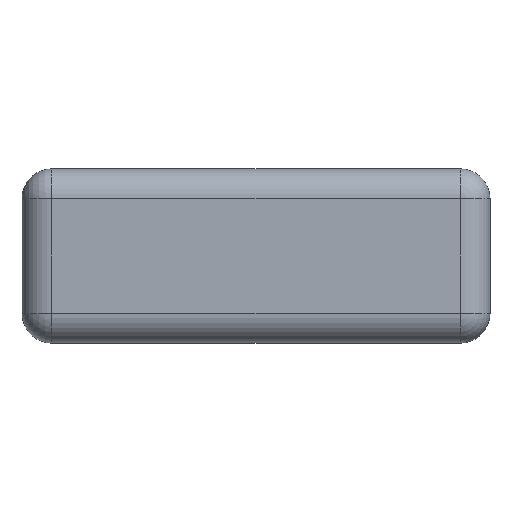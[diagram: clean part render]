
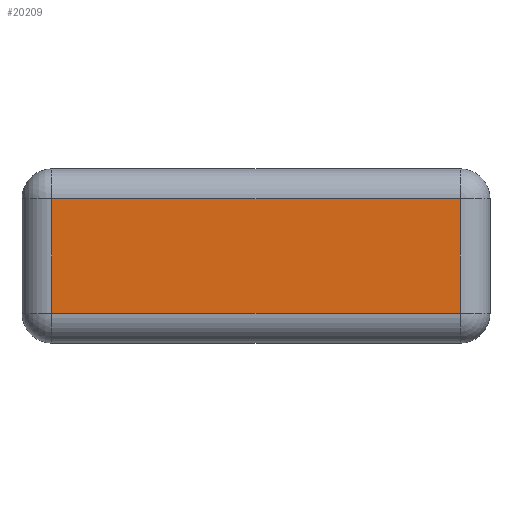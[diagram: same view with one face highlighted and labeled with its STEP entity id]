
A CAD part, front view. The second image highlights one B-rep face of the part: STEP entity #20209.
In plain terms, the highlighted planar face has unit normal (0, -1, 0).
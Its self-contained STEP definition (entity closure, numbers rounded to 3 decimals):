
#166 = EDGE_CURVE ( 'NONE', #67422, #21115, #45049, .T. ) ;
#1155 = EDGE_CURVE ( 'NONE', #21115, #22479, #54516, .T. ) ;
#3189 = DIRECTION ( 'NONE',  ( 0., 0., -1. ) ) ;
#4438 = DIRECTION ( 'NONE',  ( 0., -1., 0. ) ) ;
#6630 = VERTEX_POINT ( 'NONE', #38272 ) ;
#9105 = CARTESIAN_POINT ( 'NONE',  ( -545., -104.155, 0. ) ) ;
#13418 = VECTOR ( 'NONE', #62556, 1000. ) ;
#20209 = ADVANCED_FACE ( 'NONE', ( #56953 ), #66632, .T. ) ;
#21115 = VERTEX_POINT ( 'NONE', #70631 ) ;
#21640 = EDGE_CURVE ( 'NONE', #22479, #6630, #58624, .T. ) ;
#22479 = VERTEX_POINT ( 'NONE', #26781 ) ;
#23196 = DIRECTION ( 'NONE',  ( -1., 0., 0. ) ) ;
#24371 = CARTESIAN_POINT ( 'NONE',  ( 545., -104.155, 0. ) ) ;
#26781 = CARTESIAN_POINT ( 'NONE',  ( 545., -104.155, 152.688 ) ) ;
#28924 = ORIENTED_EDGE ( 'NONE', *, *, #35033, .T. ) ;
#31307 = CARTESIAN_POINT ( 'NONE',  ( -545., -104.155, -152.688 ) ) ;
#35033 = EDGE_CURVE ( 'NONE', #6630, #67422, #37061, .T. ) ;
#36646 = ORIENTED_EDGE ( 'NONE', *, *, #166, .T. ) ;
#37061 = LINE ( 'NONE', #9105, #66313 ) ;
#38272 = CARTESIAN_POINT ( 'NONE',  ( -545., -104.155, 152.688 ) ) ;
#41852 = ORIENTED_EDGE ( 'NONE', *, *, #1155, .T. ) ;
#45049 = LINE ( 'NONE', #52108, #13418 ) ;
#47061 = DIRECTION ( 'NONE',  ( 0., 0., 1. ) ) ;
#48962 = EDGE_LOOP ( 'NONE', ( #60804, #28924, #36646, #41852 ) ) ;
#50237 = DIRECTION ( 'NONE',  ( 0., 0., -1. ) ) ;
#52108 = CARTESIAN_POINT ( 'NONE',  ( 0., -104.155, -152.688 ) ) ;
#54516 = LINE ( 'NONE', #24371, #64626 ) ;
#56953 = FACE_OUTER_BOUND ( 'NONE', #48962, .T. ) ;
#58624 = LINE ( 'NONE', #69336, #67205 ) ;
#58693 = AXIS2_PLACEMENT_3D ( 'NONE', #61038, #4438, #50237 ) ;
#60804 = ORIENTED_EDGE ( 'NONE', *, *, #21640, .T. ) ;
#61038 = CARTESIAN_POINT ( 'NONE',  ( 0., -104.155, 0. ) ) ;
#62556 = DIRECTION ( 'NONE',  ( 1., 0., 0. ) ) ;
#64626 = VECTOR ( 'NONE', #47061, 1000. ) ;
#66313 = VECTOR ( 'NONE', #3189, 1000. ) ;
#66632 = PLANE ( 'NONE',  #58693 ) ;
#67205 = VECTOR ( 'NONE', #23196, 1000. ) ;
#67422 = VERTEX_POINT ( 'NONE', #31307 ) ;
#69336 = CARTESIAN_POINT ( 'NONE',  ( 0., -104.155, 152.688 ) ) ;
#70631 = CARTESIAN_POINT ( 'NONE',  ( 545., -104.155, -152.688 ) ) ;
